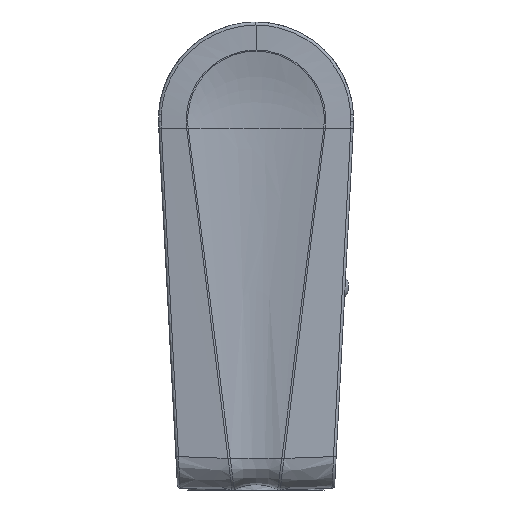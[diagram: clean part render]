
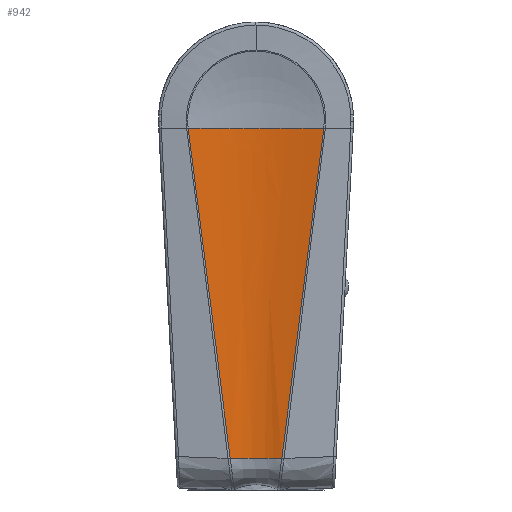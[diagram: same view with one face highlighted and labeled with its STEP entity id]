
A CAD part, left-side view. The second image highlights one B-rep face of the part: STEP entity #942.
In plain terms, the highlighted free-form (B-spline) face has degree [3, 3] with [4, 4] control points.
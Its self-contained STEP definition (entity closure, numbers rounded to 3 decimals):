
#175=B_SPLINE_SURFACE_WITH_KNOTS('',3,3,((#14017,#14018,#14019,#14020),(#14021,
#14022,#14023,#14024),(#14025,#14026,#14027,#14028),(#14029,#14030,#14031,
#14032)),.UNSPECIFIED.,.F.,.F.,.F.,(4,4),(4,4),(0.,1.),(0.,1.),.UNSPECIFIED.);
#673=B_SPLINE_CURVE_WITH_KNOTS('',3,(#13927,#13928,#13929,#13930),.UNSPECIFIED.,
 .F.,.F.,(4,4),(0.,1.),.UNSPECIFIED.);
#674=B_SPLINE_CURVE_WITH_KNOTS('',3,(#13933,#13934,#13935,#13936,#13937,
#13938,#13939,#13940,#13941,#13942),.UNSPECIFIED.,.F.,.F.,(4,2,2,2,4),(0.,
0.24,0.5,0.76,1.),.UNSPECIFIED.);
#675=B_SPLINE_CURVE_WITH_KNOTS('',3,(#13944,#13945,#13946,#13947),.UNSPECIFIED.,
 .F.,.F.,(4,4),(0.,1.),.UNSPECIFIED.);
#676=B_SPLINE_CURVE_WITH_KNOTS('',3,(#13949,#13950,#13951,#13952,#13953,
#13954,#13955,#13956,#13957,#13958,#13959,#13960,#13961),.UNSPECIFIED.,.F.,
 .F.,(4,3,3,3,4),(0.,0.237,0.474,0.745,
1.),.UNSPECIFIED.);
#677=B_SPLINE_CURVE_WITH_KNOTS('',3,(#13963,#13964,#13965,#13966,#13967,
#13968,#13969,#13970,#13971,#13972,#13973,#13974,#13975,#13976,#13977,#13978,
#13979,#13980,#13981,#13982,#13983,#13984,#13985,#13986,#13987,#13988,#13989,
#13990,#13991,#13992,#13993,#13994,#13995,#13996),.UNSPECIFIED.,.F.,.F.,
(4,2,2,2,2,2,2,2,2,2,2,2,2,2,2,2,4),(0.,0.058,0.121,
0.184,0.247,0.31,0.374,0.437,
0.5,0.563,0.626,0.69,
0.753,0.816,0.879,0.942,
1.),.UNSPECIFIED.);
#678=B_SPLINE_CURVE_WITH_KNOTS('',3,(#13998,#13999,#14000,#14001,#14002,
#14003,#14004,#14005,#14006,#14007,#14008,#14009,#14010,#14011,#14012,#14013,
#14014,#14015,#14016),.UNSPECIFIED.,.F.,.F.,(4,3,3,3,3,3,4),(0.,0.263,
0.5,0.526,0.662,0.763,
1.),.UNSPECIFIED.);
#942=ADVANCED_FACE('',(#1402),#175,.T.);
#1402=FACE_OUTER_BOUND('',#1780,.T.);
#1780=EDGE_LOOP('',(#3307,#3308,#3309,#3310,#3311,#3312));
#3307=ORIENTED_EDGE('',*,*,#5808,.T.);
#3308=ORIENTED_EDGE('',*,*,#5809,.F.);
#3309=ORIENTED_EDGE('',*,*,#5810,.T.);
#3310=ORIENTED_EDGE('',*,*,#5811,.T.);
#3311=ORIENTED_EDGE('',*,*,#5812,.F.);
#3312=ORIENTED_EDGE('',*,*,#5813,.T.);
#5129=VERTEX_POINT('',#13931);
#5130=VERTEX_POINT('',#13932);
#5131=VERTEX_POINT('',#13943);
#5132=VERTEX_POINT('',#13948);
#5133=VERTEX_POINT('',#13962);
#5134=VERTEX_POINT('',#13997);
#5808=EDGE_CURVE('',#5129,#5130,#673,.T.);
#5809=EDGE_CURVE('',#5131,#5130,#674,.T.);
#5810=EDGE_CURVE('',#5131,#5132,#675,.T.);
#5811=EDGE_CURVE('',#5132,#5133,#676,.T.);
#5812=EDGE_CURVE('',#5134,#5133,#677,.T.);
#5813=EDGE_CURVE('',#5134,#5129,#678,.T.);
#13927=CARTESIAN_POINT('',(-23.335,4.526,5.587));
#13928=CARTESIAN_POINT('',(-23.334,4.524,5.569));
#13929=CARTESIAN_POINT('',(-23.332,4.522,5.552));
#13930=CARTESIAN_POINT('',(-23.331,4.519,5.534));
#13931=CARTESIAN_POINT('',(-23.335,4.526,5.587));
#13932=CARTESIAN_POINT('',(-23.331,4.519,5.534));
#13933=CARTESIAN_POINT('',(-23.331,-4.519,5.534));
#13934=CARTESIAN_POINT('',(-23.128,-3.814,5.534));
#13935=CARTESIAN_POINT('',(-22.952,-3.102,5.534));
#13936=CARTESIAN_POINT('',(-22.695,-1.593,5.534));
#13937=CARTESIAN_POINT('',(-22.623,-0.797,5.534));
#13938=CARTESIAN_POINT('',(-22.623,0.796,5.534));
#13939=CARTESIAN_POINT('',(-22.695,1.592,5.534));
#13940=CARTESIAN_POINT('',(-22.952,3.101,5.534));
#13941=CARTESIAN_POINT('',(-23.128,3.814,5.534));
#13942=CARTESIAN_POINT('',(-23.331,4.519,5.534));
#13943=CARTESIAN_POINT('',(-23.331,-4.519,5.534));
#13944=CARTESIAN_POINT('',(-23.331,-4.519,5.534));
#13945=CARTESIAN_POINT('',(-23.332,-4.522,5.552));
#13946=CARTESIAN_POINT('',(-23.334,-4.524,5.569));
#13947=CARTESIAN_POINT('',(-23.335,-4.526,5.587));
#13948=CARTESIAN_POINT('',(-23.335,-4.526,5.587));
#13949=CARTESIAN_POINT('',(-23.335,-4.526,5.587));
#13950=CARTESIAN_POINT('',(-23.664,-5.122,10.143));
#13951=CARTESIAN_POINT('',(-23.975,-5.708,14.701));
#13952=CARTESIAN_POINT('',(-24.282,-6.29,19.261));
#13953=CARTESIAN_POINT('',(-24.59,-6.873,23.829));
#13954=CARTESIAN_POINT('',(-24.892,-7.453,28.399));
#13955=CARTESIAN_POINT('',(-25.193,-8.032,32.968));
#13956=CARTESIAN_POINT('',(-25.537,-8.694,38.191));
#13957=CARTESIAN_POINT('',(-25.879,-9.355,43.414));
#13958=CARTESIAN_POINT('',(-26.223,-10.017,48.638));
#13959=CARTESIAN_POINT('',(-26.546,-10.638,53.549));
#13960=CARTESIAN_POINT('',(-26.872,-11.26,58.46));
#13961=CARTESIAN_POINT('',(-27.202,-11.883,63.371));
#13962=CARTESIAN_POINT('',(-27.202,-11.883,63.371));
#13963=CARTESIAN_POINT('',(-27.202,11.883,63.371));
#13964=CARTESIAN_POINT('',(-27.124,11.43,63.371));
#13965=CARTESIAN_POINT('',(-27.046,10.976,63.371));
#13966=CARTESIAN_POINT('',(-26.885,10.025,63.371));
#13967=CARTESIAN_POINT('',(-26.803,9.528,63.371));
#13968=CARTESIAN_POINT('',(-26.645,8.531,63.371));
#13969=CARTESIAN_POINT('',(-26.569,8.033,63.371));
#13970=CARTESIAN_POINT('',(-26.426,7.035,63.371));
#13971=CARTESIAN_POINT('',(-26.358,6.535,63.371));
#13972=CARTESIAN_POINT('',(-26.235,5.534,63.371));
#13973=CARTESIAN_POINT('',(-26.179,5.033,63.371));
#13974=CARTESIAN_POINT('',(-26.081,4.029,63.371));
#13975=CARTESIAN_POINT('',(-26.038,3.526,63.371));
#13976=CARTESIAN_POINT('',(-25.969,2.52,63.371));
#13977=CARTESIAN_POINT('',(-25.943,2.017,63.371));
#13978=CARTESIAN_POINT('',(-25.906,1.009,63.371));
#13979=CARTESIAN_POINT('',(-25.897,0.505,63.371));
#13980=CARTESIAN_POINT('',(-25.897,-0.504,63.371));
#13981=CARTESIAN_POINT('',(-25.906,-1.008,63.371));
#13982=CARTESIAN_POINT('',(-25.943,-2.016,63.371));
#13983=CARTESIAN_POINT('',(-25.969,-2.52,63.371));
#13984=CARTESIAN_POINT('',(-26.038,-3.526,63.371));
#13985=CARTESIAN_POINT('',(-26.081,-4.029,63.371));
#13986=CARTESIAN_POINT('',(-26.179,-5.033,63.371));
#13987=CARTESIAN_POINT('',(-26.235,-5.534,63.371));
#13988=CARTESIAN_POINT('',(-26.358,-6.535,63.371));
#13989=CARTESIAN_POINT('',(-26.426,-7.034,63.371));
#13990=CARTESIAN_POINT('',(-26.569,-8.033,63.371));
#13991=CARTESIAN_POINT('',(-26.645,-8.531,63.371));
#13992=CARTESIAN_POINT('',(-26.803,-9.527,63.371));
#13993=CARTESIAN_POINT('',(-26.885,-10.025,63.371));
#13994=CARTESIAN_POINT('',(-27.046,-10.976,63.371));
#13995=CARTESIAN_POINT('',(-27.124,-11.43,63.371));
#13996=CARTESIAN_POINT('',(-27.202,-11.883,63.371));
#13997=CARTESIAN_POINT('',(-27.202,11.883,63.371));
#13998=CARTESIAN_POINT('',(-27.202,11.883,63.371));
#13999=CARTESIAN_POINT('',(-26.861,11.241,58.308));
#14000=CARTESIAN_POINT('',(-26.526,10.6,53.243));
#14001=CARTESIAN_POINT('',(-26.193,9.958,48.179));
#14002=CARTESIAN_POINT('',(-25.892,9.381,43.616));
#14003=CARTESIAN_POINT('',(-25.593,8.803,39.053));
#14004=CARTESIAN_POINT('',(-25.293,8.225,34.49));
#14005=CARTESIAN_POINT('',(-25.26,8.161,33.983));
#14006=CARTESIAN_POINT('',(-25.227,8.097,33.475));
#14007=CARTESIAN_POINT('',(-25.193,8.032,32.968));
#14008=CARTESIAN_POINT('',(-25.021,7.701,30.357));
#14009=CARTESIAN_POINT('',(-24.849,7.37,27.745));
#14010=CARTESIAN_POINT('',(-24.675,7.038,25.134));
#14011=CARTESIAN_POINT('',(-24.545,6.789,23.176));
#14012=CARTESIAN_POINT('',(-24.414,6.54,21.218));
#14013=CARTESIAN_POINT('',(-24.282,6.29,19.261));
#14014=CARTESIAN_POINT('',(-23.975,5.708,14.701));
#14015=CARTESIAN_POINT('',(-23.664,5.122,10.143));
#14016=CARTESIAN_POINT('',(-23.335,4.526,5.587));
#14017=CARTESIAN_POINT('',(-23.,-4.,0.));
#14018=CARTESIAN_POINT('',(-21.909,-1.333,-1.26));
#14019=CARTESIAN_POINT('',(-21.909,1.333,-1.26));
#14020=CARTESIAN_POINT('',(-23.,4.,0.));
#14021=CARTESIAN_POINT('',(-24.477,-6.671,21.119));
#14022=CARTESIAN_POINT('',(-24.428,-2.224,34.626));
#14023=CARTESIAN_POINT('',(-24.428,2.224,34.626));
#14024=CARTESIAN_POINT('',(-24.477,6.671,21.119));
#14025=CARTESIAN_POINT('',(-25.807,-9.343,42.248));
#14026=CARTESIAN_POINT('',(-25.743,-3.114,71.711));
#14027=CARTESIAN_POINT('',(-25.743,3.114,71.711));
#14028=CARTESIAN_POINT('',(-25.807,9.343,42.248));
#14029=CARTESIAN_POINT('',(-27.225,-12.014,63.371));
#14030=CARTESIAN_POINT('',(-27.023,-4.005,89.679));
#14031=CARTESIAN_POINT('',(-27.023,4.005,89.679));
#14032=CARTESIAN_POINT('',(-27.225,12.014,63.371));
